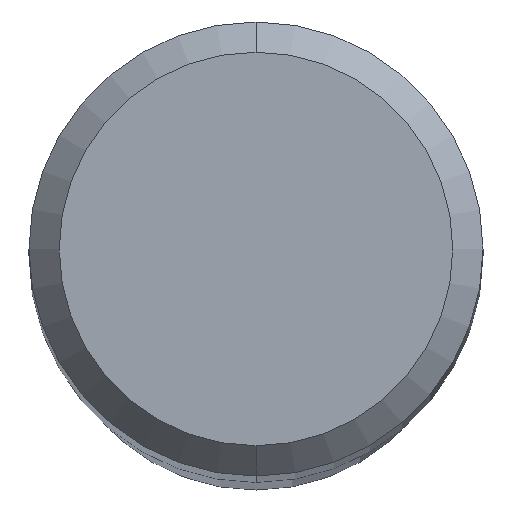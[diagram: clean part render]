
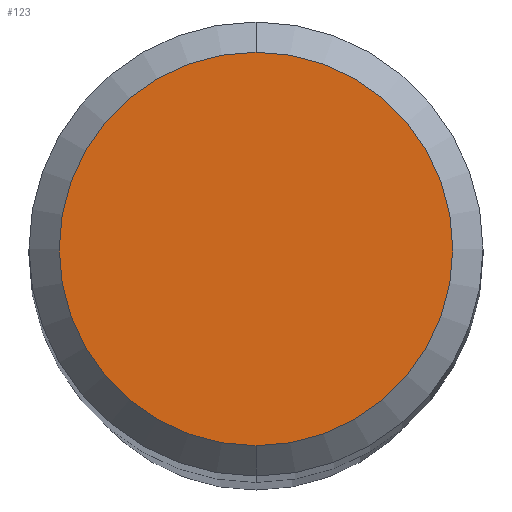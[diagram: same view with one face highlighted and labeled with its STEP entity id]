
A CAD part, top view. The second image highlights one B-rep face of the part: STEP entity #123.
In plain terms, the highlighted planar face has unit normal (0, 0, 1).
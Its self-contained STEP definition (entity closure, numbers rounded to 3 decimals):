
#107=VERTEX_POINT('',#258);
#123=ADVANCED_FACE('',(#275),#276,.T.);
#151=VERTEX_POINT('',#308);
#169=EDGE_CURVE('',#151,#107,#328,.T.);
#203=EDGE_CURVE('',#107,#151,#365,.T.);
#258=CARTESIAN_POINT('',(0.0,2.6,0.0));
#275=FACE_OUTER_BOUND('',#445,.T.);
#276=PLANE('',#446);
#308=CARTESIAN_POINT('',(0.,-2.6,0.0));
#328=CIRCLE('',#511,2.6);
#365=CIRCLE('',#560,2.6);
#445=EDGE_LOOP('',(#630,#631));
#446=AXIS2_PLACEMENT_3D('',#632,#633,#634);
#511=AXIS2_PLACEMENT_3D('',#696,#697,#698);
#560=AXIS2_PLACEMENT_3D('',#736,#737,#738);
#630=ORIENTED_EDGE('',*,*,#203,.F.);
#631=ORIENTED_EDGE('',*,*,#169,.F.);
#632=CARTESIAN_POINT('',(0.0,1.3,0.0));
#633=DIRECTION('',(-0.0,0.0,1.0));
#634=DIRECTION('',(0.0,-1.0,0.0));
#696=CARTESIAN_POINT('',(0.0,0.0,0.0));
#697=DIRECTION('',(0.0,0.0,-1.0));
#698=DIRECTION('',(0.0,1.0,0.0));
#736=CARTESIAN_POINT('',(0.0,0.0,0.0));
#737=DIRECTION('',(0.0,0.0,-1.0));
#738=DIRECTION('',(0.0,1.0,0.0));
